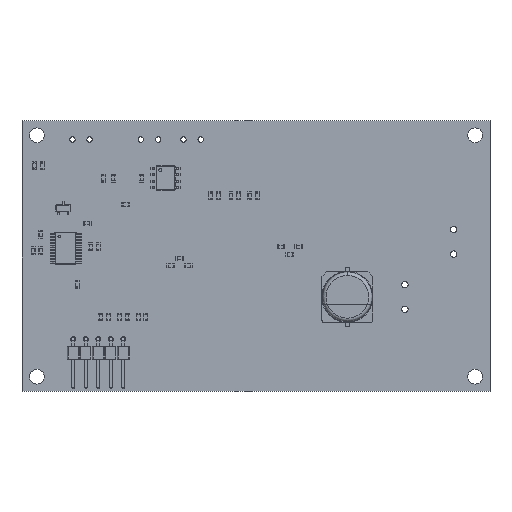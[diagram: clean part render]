
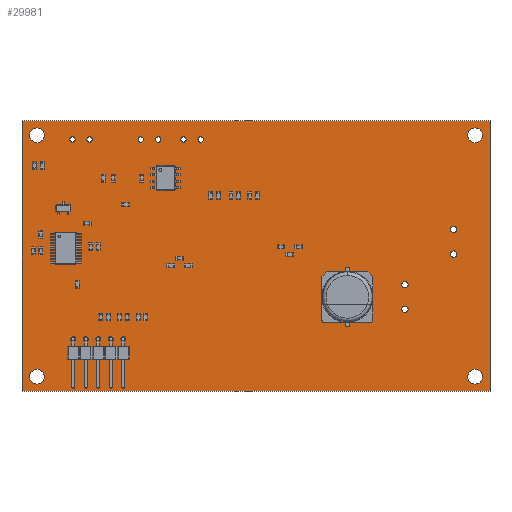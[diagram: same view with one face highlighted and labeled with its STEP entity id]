
A CAD part, top view. The second image highlights one B-rep face of the part: STEP entity #29981.
In plain terms, the highlighted planar face has unit normal (0, 0, 1).
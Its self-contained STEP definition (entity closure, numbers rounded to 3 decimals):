
#29660 = VERTEX_POINT('',#29661);
#29661 = CARTESIAN_POINT('',(206.756,-121.802,1.6));
#29667 = EDGE_CURVE('',#29660,#29668,#29670,.T.);
#29668 = VERTEX_POINT('',#29669);
#29669 = CARTESIAN_POINT('',(111.756,-121.802,1.6));
#29670 = LINE('',#29671,#29672);
#29671 = CARTESIAN_POINT('',(206.756,-121.802,1.6));
#29672 = VECTOR('',#29673,1.);
#29673 = DIRECTION('',(-1.,0.,0.));
#29700 = VERTEX_POINT('',#29701);
#29701 = CARTESIAN_POINT('',(206.756,-66.802,1.6));
#29707 = EDGE_CURVE('',#29700,#29660,#29708,.T.);
#29708 = LINE('',#29709,#29710);
#29709 = CARTESIAN_POINT('',(206.756,-66.802,1.6));
#29710 = VECTOR('',#29711,1.);
#29711 = DIRECTION('',(0.,-1.,0.));
#29729 = EDGE_CURVE('',#29668,#29730,#29732,.T.);
#29730 = VERTEX_POINT('',#29731);
#29731 = CARTESIAN_POINT('',(111.756,-66.802,1.6));
#29732 = LINE('',#29733,#29734);
#29733 = CARTESIAN_POINT('',(111.756,-121.802,1.6));
#29734 = VECTOR('',#29735,1.);
#29735 = DIRECTION('',(0.,1.,0.));
#29981 = ADVANCED_FACE('',(#29982,#29993,#30004,#30015,#30026,#30037,
    #30048,#30059,#30070,#30081,#30092,#30103,#30114,#30125,#30136,
    #30147,#30158,#30169,#30180,#30191),#30202,.T.);
#29982 = FACE_BOUND('',#29983,.T.);
#29983 = EDGE_LOOP('',(#29984,#29985,#29986,#29992));
#29984 = ORIENTED_EDGE('',*,*,#29667,.F.);
#29985 = ORIENTED_EDGE('',*,*,#29707,.F.);
#29986 = ORIENTED_EDGE('',*,*,#29987,.F.);
#29987 = EDGE_CURVE('',#29730,#29700,#29988,.T.);
#29988 = LINE('',#29989,#29990);
#29989 = CARTESIAN_POINT('',(111.756,-66.802,1.6));
#29990 = VECTOR('',#29991,1.);
#29991 = DIRECTION('',(1.,0.,0.));
#29992 = ORIENTED_EDGE('',*,*,#29729,.F.);
#29993 = FACE_BOUND('',#29994,.T.);
#29994 = EDGE_LOOP('',(#29995));
#29995 = ORIENTED_EDGE('',*,*,#29996,.F.);
#29996 = EDGE_CURVE('',#29997,#29997,#29999,.T.);
#29997 = VERTEX_POINT('',#29998);
#29998 = CARTESIAN_POINT('',(116.256,-118.802,1.6));
#29999 = CIRCLE('',#30000,1.5);
#30000 = AXIS2_PLACEMENT_3D('',#30001,#30002,#30003);
#30001 = CARTESIAN_POINT('',(114.756,-118.802,1.6));
#30002 = DIRECTION('',(0.,0.,1.));
#30003 = DIRECTION('',(1.,0.,-0.));
#30004 = FACE_BOUND('',#30005,.T.);
#30005 = EDGE_LOOP('',(#30006));
#30006 = ORIENTED_EDGE('',*,*,#30007,.T.);
#30007 = EDGE_CURVE('',#30008,#30008,#30010,.T.);
#30008 = VERTEX_POINT('',#30009);
#30009 = CARTESIAN_POINT('',(122.169,-111.695,1.6));
#30010 = CIRCLE('',#30011,0.5);
#30011 = AXIS2_PLACEMENT_3D('',#30012,#30013,#30014);
#30012 = CARTESIAN_POINT('',(122.169,-111.195,1.6));
#30013 = DIRECTION('',(-0.,0.,-1.));
#30014 = DIRECTION('',(-0.,-1.,0.));
#30015 = FACE_BOUND('',#30016,.T.);
#30016 = EDGE_LOOP('',(#30017));
#30017 = ORIENTED_EDGE('',*,*,#30018,.T.);
#30018 = EDGE_CURVE('',#30019,#30019,#30021,.T.);
#30019 = VERTEX_POINT('',#30020);
#30020 = CARTESIAN_POINT('',(124.709,-111.695,1.6));
#30021 = CIRCLE('',#30022,0.5);
#30022 = AXIS2_PLACEMENT_3D('',#30023,#30024,#30025);
#30023 = CARTESIAN_POINT('',(124.709,-111.195,1.6));
#30024 = DIRECTION('',(-0.,0.,-1.));
#30025 = DIRECTION('',(-0.,-1.,0.));
#30026 = FACE_BOUND('',#30027,.T.);
#30027 = EDGE_LOOP('',(#30028));
#30028 = ORIENTED_EDGE('',*,*,#30029,.T.);
#30029 = EDGE_CURVE('',#30030,#30030,#30032,.T.);
#30030 = VERTEX_POINT('',#30031);
#30031 = CARTESIAN_POINT('',(127.249,-111.695,1.6));
#30032 = CIRCLE('',#30033,0.5);
#30033 = AXIS2_PLACEMENT_3D('',#30034,#30035,#30036);
#30034 = CARTESIAN_POINT('',(127.249,-111.195,1.6));
#30035 = DIRECTION('',(-0.,0.,-1.));
#30036 = DIRECTION('',(-0.,-1.,0.));
#30037 = FACE_BOUND('',#30038,.T.);
#30038 = EDGE_LOOP('',(#30039));
#30039 = ORIENTED_EDGE('',*,*,#30040,.T.);
#30040 = EDGE_CURVE('',#30041,#30041,#30043,.T.);
#30041 = VERTEX_POINT('',#30042);
#30042 = CARTESIAN_POINT('',(129.789,-111.695,1.6));
#30043 = CIRCLE('',#30044,0.5);
#30044 = AXIS2_PLACEMENT_3D('',#30045,#30046,#30047);
#30045 = CARTESIAN_POINT('',(129.789,-111.195,1.6));
#30046 = DIRECTION('',(-0.,0.,-1.));
#30047 = DIRECTION('',(-0.,-1.,0.));
#30048 = FACE_BOUND('',#30049,.T.);
#30049 = EDGE_LOOP('',(#30050));
#30050 = ORIENTED_EDGE('',*,*,#30051,.T.);
#30051 = EDGE_CURVE('',#30052,#30052,#30054,.T.);
#30052 = VERTEX_POINT('',#30053);
#30053 = CARTESIAN_POINT('',(132.329,-111.695,1.6));
#30054 = CIRCLE('',#30055,0.5);
#30055 = AXIS2_PLACEMENT_3D('',#30056,#30057,#30058);
#30056 = CARTESIAN_POINT('',(132.329,-111.195,1.6));
#30057 = DIRECTION('',(-0.,0.,-1.));
#30058 = DIRECTION('',(-0.,-1.,0.));
#30059 = FACE_BOUND('',#30060,.T.);
#30060 = EDGE_LOOP('',(#30061));
#30061 = ORIENTED_EDGE('',*,*,#30062,.F.);
#30062 = EDGE_CURVE('',#30063,#30063,#30065,.T.);
#30063 = VERTEX_POINT('',#30064);
#30064 = CARTESIAN_POINT('',(205.265,-118.802,1.6));
#30065 = CIRCLE('',#30066,1.5);
#30066 = AXIS2_PLACEMENT_3D('',#30067,#30068,#30069);
#30067 = CARTESIAN_POINT('',(203.765,-118.802,1.6));
#30068 = DIRECTION('',(0.,0.,1.));
#30069 = DIRECTION('',(1.,0.,-0.));
#30070 = FACE_BOUND('',#30071,.T.);
#30071 = EDGE_LOOP('',(#30072));
#30072 = ORIENTED_EDGE('',*,*,#30073,.T.);
#30073 = EDGE_CURVE('',#30074,#30074,#30076,.T.);
#30074 = VERTEX_POINT('',#30075);
#30075 = CARTESIAN_POINT('',(189.484,-105.787,1.6));
#30076 = CIRCLE('',#30077,0.65);
#30077 = AXIS2_PLACEMENT_3D('',#30078,#30079,#30080);
#30078 = CARTESIAN_POINT('',(189.484,-105.137,1.6));
#30079 = DIRECTION('',(-0.,0.,-1.));
#30080 = DIRECTION('',(0.,-1.,-0.));
#30081 = FACE_BOUND('',#30082,.T.);
#30082 = EDGE_LOOP('',(#30083));
#30083 = ORIENTED_EDGE('',*,*,#30084,.T.);
#30084 = EDGE_CURVE('',#30085,#30085,#30087,.T.);
#30085 = VERTEX_POINT('',#30086);
#30086 = CARTESIAN_POINT('',(189.484,-100.787,1.6));
#30087 = CIRCLE('',#30088,0.65);
#30088 = AXIS2_PLACEMENT_3D('',#30089,#30090,#30091);
#30089 = CARTESIAN_POINT('',(189.484,-100.137,1.6));
#30090 = DIRECTION('',(-0.,0.,-1.));
#30091 = DIRECTION('',(0.,-1.,-0.));
#30092 = FACE_BOUND('',#30093,.T.);
#30093 = EDGE_LOOP('',(#30094));
#30094 = ORIENTED_EDGE('',*,*,#30095,.F.);
#30095 = EDGE_CURVE('',#30096,#30096,#30098,.T.);
#30096 = VERTEX_POINT('',#30097);
#30097 = CARTESIAN_POINT('',(116.256,-69.802,1.6));
#30098 = CIRCLE('',#30099,1.5);
#30099 = AXIS2_PLACEMENT_3D('',#30100,#30101,#30102);
#30100 = CARTESIAN_POINT('',(114.756,-69.802,1.6));
#30101 = DIRECTION('',(0.,0.,1.));
#30102 = DIRECTION('',(1.,0.,-0.));
#30103 = FACE_BOUND('',#30104,.T.);
#30104 = EDGE_LOOP('',(#30105));
#30105 = ORIENTED_EDGE('',*,*,#30106,.T.);
#30106 = EDGE_CURVE('',#30107,#30107,#30109,.T.);
#30107 = VERTEX_POINT('',#30108);
#30108 = CARTESIAN_POINT('',(121.982,-71.212,1.6));
#30109 = CIRCLE('',#30110,0.55);
#30110 = AXIS2_PLACEMENT_3D('',#30111,#30112,#30113);
#30111 = CARTESIAN_POINT('',(121.982,-70.662,1.6));
#30112 = DIRECTION('',(-0.,0.,-1.));
#30113 = DIRECTION('',(-0.,-1.,0.));
#30114 = FACE_BOUND('',#30115,.T.);
#30115 = EDGE_LOOP('',(#30116));
#30116 = ORIENTED_EDGE('',*,*,#30117,.T.);
#30117 = EDGE_CURVE('',#30118,#30118,#30120,.T.);
#30118 = VERTEX_POINT('',#30119);
#30119 = CARTESIAN_POINT('',(125.482,-71.212,1.6));
#30120 = CIRCLE('',#30121,0.55);
#30121 = AXIS2_PLACEMENT_3D('',#30122,#30123,#30124);
#30122 = CARTESIAN_POINT('',(125.482,-70.662,1.6));
#30123 = DIRECTION('',(-0.,0.,-1.));
#30124 = DIRECTION('',(-0.,-1.,0.));
#30125 = FACE_BOUND('',#30126,.T.);
#30126 = EDGE_LOOP('',(#30127));
#30127 = ORIENTED_EDGE('',*,*,#30128,.T.);
#30128 = EDGE_CURVE('',#30129,#30129,#30131,.T.);
#30129 = VERTEX_POINT('',#30130);
#30130 = CARTESIAN_POINT('',(135.89,-71.212,1.6));
#30131 = CIRCLE('',#30132,0.55);
#30132 = AXIS2_PLACEMENT_3D('',#30133,#30134,#30135);
#30133 = CARTESIAN_POINT('',(135.89,-70.662,1.6));
#30134 = DIRECTION('',(-0.,0.,-1.));
#30135 = DIRECTION('',(-0.,-1.,0.));
#30136 = FACE_BOUND('',#30137,.T.);
#30137 = EDGE_LOOP('',(#30138));
#30138 = ORIENTED_EDGE('',*,*,#30139,.T.);
#30139 = EDGE_CURVE('',#30140,#30140,#30142,.T.);
#30140 = VERTEX_POINT('',#30141);
#30141 = CARTESIAN_POINT('',(139.39,-71.212,1.6));
#30142 = CIRCLE('',#30143,0.55);
#30143 = AXIS2_PLACEMENT_3D('',#30144,#30145,#30146);
#30144 = CARTESIAN_POINT('',(139.39,-70.662,1.6));
#30145 = DIRECTION('',(-0.,0.,-1.));
#30146 = DIRECTION('',(-0.,-1.,0.));
#30147 = FACE_BOUND('',#30148,.T.);
#30148 = EDGE_LOOP('',(#30149));
#30149 = ORIENTED_EDGE('',*,*,#30150,.T.);
#30150 = EDGE_CURVE('',#30151,#30151,#30153,.T.);
#30151 = VERTEX_POINT('',#30152);
#30152 = CARTESIAN_POINT('',(144.526,-71.212,1.6));
#30153 = CIRCLE('',#30154,0.55);
#30154 = AXIS2_PLACEMENT_3D('',#30155,#30156,#30157);
#30155 = CARTESIAN_POINT('',(144.526,-70.662,1.6));
#30156 = DIRECTION('',(-0.,0.,-1.));
#30157 = DIRECTION('',(-0.,-1.,0.));
#30158 = FACE_BOUND('',#30159,.T.);
#30159 = EDGE_LOOP('',(#30160));
#30160 = ORIENTED_EDGE('',*,*,#30161,.T.);
#30161 = EDGE_CURVE('',#30162,#30162,#30164,.T.);
#30162 = VERTEX_POINT('',#30163);
#30163 = CARTESIAN_POINT('',(148.026,-71.212,1.6));
#30164 = CIRCLE('',#30165,0.55);
#30165 = AXIS2_PLACEMENT_3D('',#30166,#30167,#30168);
#30166 = CARTESIAN_POINT('',(148.026,-70.662,1.6));
#30167 = DIRECTION('',(-0.,0.,-1.));
#30168 = DIRECTION('',(-0.,-1.,0.));
#30169 = FACE_BOUND('',#30170,.T.);
#30170 = EDGE_LOOP('',(#30171));
#30171 = ORIENTED_EDGE('',*,*,#30172,.T.);
#30172 = EDGE_CURVE('',#30173,#30173,#30175,.T.);
#30173 = VERTEX_POINT('',#30174);
#30174 = CARTESIAN_POINT('',(199.39,-94.569,1.6));
#30175 = CIRCLE('',#30176,0.65);
#30176 = AXIS2_PLACEMENT_3D('',#30177,#30178,#30179);
#30177 = CARTESIAN_POINT('',(199.39,-93.919,1.6));
#30178 = DIRECTION('',(-0.,0.,-1.));
#30179 = DIRECTION('',(-0.,-1.,0.));
#30180 = FACE_BOUND('',#30181,.T.);
#30181 = EDGE_LOOP('',(#30182));
#30182 = ORIENTED_EDGE('',*,*,#30183,.T.);
#30183 = EDGE_CURVE('',#30184,#30184,#30186,.T.);
#30184 = VERTEX_POINT('',#30185);
#30185 = CARTESIAN_POINT('',(199.39,-89.569,1.6));
#30186 = CIRCLE('',#30187,0.65);
#30187 = AXIS2_PLACEMENT_3D('',#30188,#30189,#30190);
#30188 = CARTESIAN_POINT('',(199.39,-88.919,1.6));
#30189 = DIRECTION('',(-0.,0.,-1.));
#30190 = DIRECTION('',(-0.,-1.,0.));
#30191 = FACE_BOUND('',#30192,.T.);
#30192 = EDGE_LOOP('',(#30193));
#30193 = ORIENTED_EDGE('',*,*,#30194,.F.);
#30194 = EDGE_CURVE('',#30195,#30195,#30197,.T.);
#30195 = VERTEX_POINT('',#30196);
#30196 = CARTESIAN_POINT('',(205.265,-69.802,1.6));
#30197 = CIRCLE('',#30198,1.5);
#30198 = AXIS2_PLACEMENT_3D('',#30199,#30200,#30201);
#30199 = CARTESIAN_POINT('',(203.765,-69.802,1.6));
#30200 = DIRECTION('',(0.,0.,1.));
#30201 = DIRECTION('',(1.,0.,-0.));
#30202 = PLANE('',#30203);
#30203 = AXIS2_PLACEMENT_3D('',#30204,#30205,#30206);
#30204 = CARTESIAN_POINT('',(0.,0.,1.6));
#30205 = DIRECTION('',(0.,0.,1.));
#30206 = DIRECTION('',(1.,0.,-0.));
